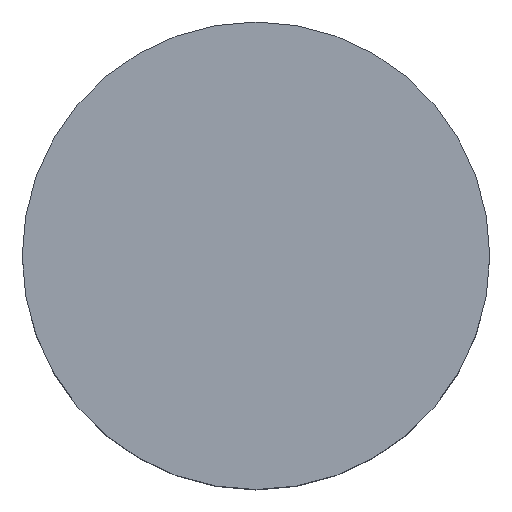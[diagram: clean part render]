
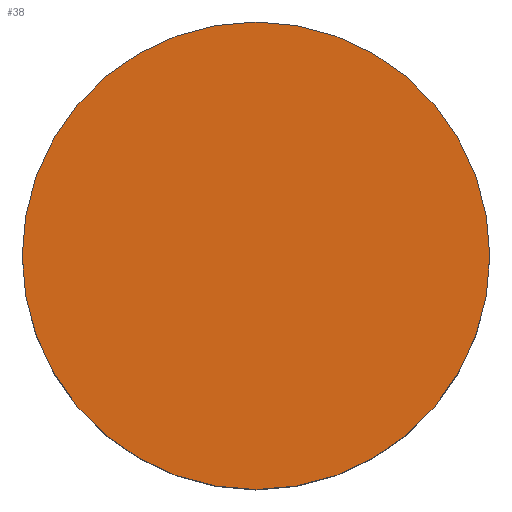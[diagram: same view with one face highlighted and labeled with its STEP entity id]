
A CAD part, top view. The second image highlights one B-rep face of the part: STEP entity #38.
In plain terms, the highlighted planar face has unit normal (0, 0, 1).
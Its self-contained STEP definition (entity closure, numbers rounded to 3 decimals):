
#2 = DIRECTION ( 'NONE',  ( 0., 0., 1. ) ) ;
#4 = VERTEX_POINT ( 'NONE', #42 ) ;
#30 = CIRCLE ( 'NONE', #261, 3. ) ;
#38 = ADVANCED_FACE ( 'NONE', ( #158 ), #328, .T. ) ;
#42 = CARTESIAN_POINT ( 'NONE',  ( -3., 0., 0. ) ) ;
#120 = ORIENTED_EDGE ( 'NONE', *, *, #234, .T. ) ;
#131 = DIRECTION ( 'NONE',  ( 1., 0., 0. ) ) ;
#139 = AXIS2_PLACEMENT_3D ( 'NONE', #165, #2, #307 ) ;
#156 = CIRCLE ( 'NONE', #353, 3. ) ;
#158 = FACE_OUTER_BOUND ( 'NONE', #294, .T. ) ;
#165 = CARTESIAN_POINT ( 'NONE',  ( 0., 0., 0. ) ) ;
#209 = EDGE_CURVE ( 'NONE', #4, #268, #156, .T. ) ;
#211 = CARTESIAN_POINT ( 'NONE',  ( 0., 0., 0. ) ) ;
#234 = EDGE_CURVE ( 'NONE', #268, #4, #30, .T. ) ;
#257 = DIRECTION ( 'NONE',  ( 0., 0., 1. ) ) ;
#261 = AXIS2_PLACEMENT_3D ( 'NONE', #276, #257, #131 ) ;
#262 = DIRECTION ( 'NONE',  ( 1., 0., 0. ) ) ;
#268 = VERTEX_POINT ( 'NONE', #349 ) ;
#276 = CARTESIAN_POINT ( 'NONE',  ( 0., 0., 0. ) ) ;
#294 = EDGE_LOOP ( 'NONE', ( #120, #297 ) ) ;
#297 = ORIENTED_EDGE ( 'NONE', *, *, #209, .T. ) ;
#307 = DIRECTION ( 'NONE',  ( 1., 0., 0. ) ) ;
#322 = DIRECTION ( 'NONE',  ( 0., 0., 1. ) ) ;
#328 = PLANE ( 'NONE',  #139 ) ;
#349 = CARTESIAN_POINT ( 'NONE',  ( 3., 0., 0. ) ) ;
#353 = AXIS2_PLACEMENT_3D ( 'NONE', #211, #322, #262 ) ;
